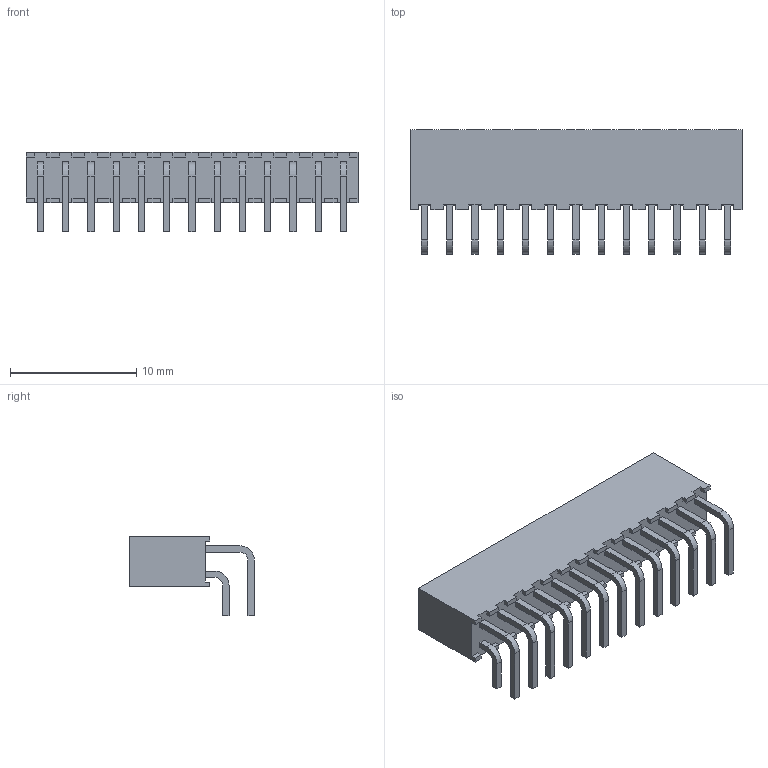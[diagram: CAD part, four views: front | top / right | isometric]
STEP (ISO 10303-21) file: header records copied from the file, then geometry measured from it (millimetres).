
FILE_DESCRIPTION((''),'2;1');
FILE_NAME('SAMTEC_SQT-113-01-L-D-RA.stp','2011-08-23T09:46:32',(''),(''),'Mechanical Desktop 2011','Mechanical Desktop 2011',', , ');
FILE_SCHEMA(('AUTOMOTIVE_DESIGN { 1 2 10303 214 1 1 1 1 }'));
Length unit declared in the file: millimetre
Products named in the file (1): Product
Bounding box: 26.3 x 9.87 x 6.29 mm (x, y, z)
Volume: 665.7 mm3; surface area: 970.5 mm2
Topology: 27 solids, 27 shells, 504 faces, 1272 edges, 848 vertices
Faces by surface type: plane 452, cylinder 52
Entity records: 14927 total; most frequent: CARTESIAN_POINT 2625, ORIENTED_EDGE 2544, DIRECTION 2386, EDGE_CURVE 1272, VECTOR 1168, LINE 1168, VERTEX_POINT 848, AXIS2_PLACEMENT_3D 609
